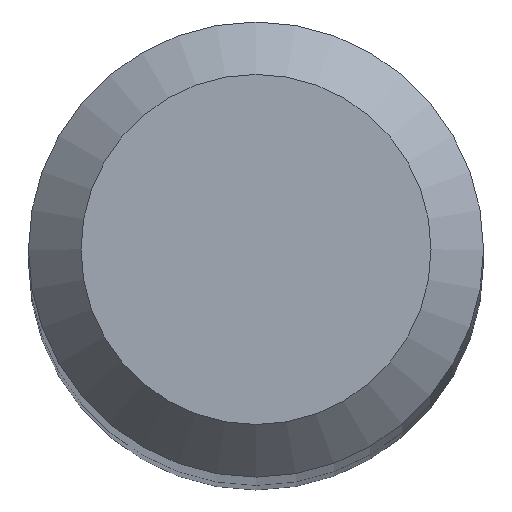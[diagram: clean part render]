
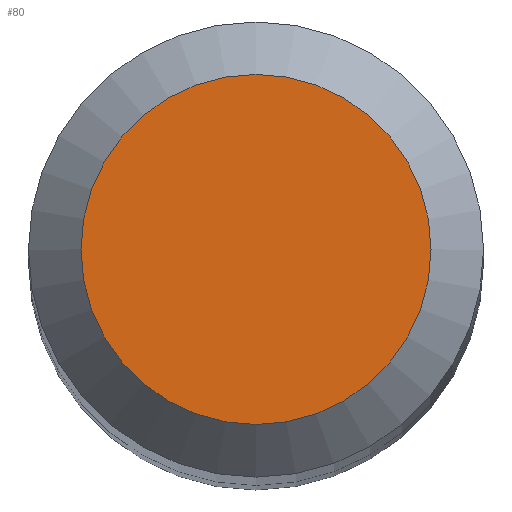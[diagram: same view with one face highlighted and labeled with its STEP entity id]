
A CAD part, top view. The second image highlights one B-rep face of the part: STEP entity #80.
In plain terms, the highlighted planar face has unit normal (0, 0, 1).
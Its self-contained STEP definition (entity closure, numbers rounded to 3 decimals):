
#2 = DIRECTION ( 'NONE',  ( 0., 0., -1. ) ) ;
#31 = EDGE_CURVE ( 'NONE', #90, #90, #151, .T. ) ;
#51 = DIRECTION ( 'NONE',  ( 0., 0., -1. ) ) ;
#52 = CARTESIAN_POINT ( 'NONE',  ( 0., 0., 43. ) ) ;
#53 = AXIS2_PLACEMENT_3D ( 'NONE', #189, #51, #173 ) ;
#55 = FACE_OUTER_BOUND ( 'NONE', #132, .T. ) ;
#56 = CARTESIAN_POINT ( 'NONE',  ( 0., 1., 43. ) ) ;
#63 = AXIS2_PLACEMENT_3D ( 'NONE', #52, #2, #135 ) ;
#68 = ORIENTED_EDGE ( 'NONE', *, *, #31, .F. ) ;
#80 = ADVANCED_FACE ( 'NONE', ( #55 ), #175, .F. ) ;
#90 = VERTEX_POINT ( 'NONE', #56 ) ;
#132 = EDGE_LOOP ( 'NONE', ( #68 ) ) ;
#135 = DIRECTION ( 'NONE',  ( 0., 1., 0. ) ) ;
#151 = CIRCLE ( 'NONE', #63, 1. ) ;
#173 = DIRECTION ( 'NONE',  ( 0., 1., 0. ) ) ;
#175 = PLANE ( 'NONE',  #53 ) ;
#189 = CARTESIAN_POINT ( 'NONE',  ( 0., 0., 43. ) ) ;
